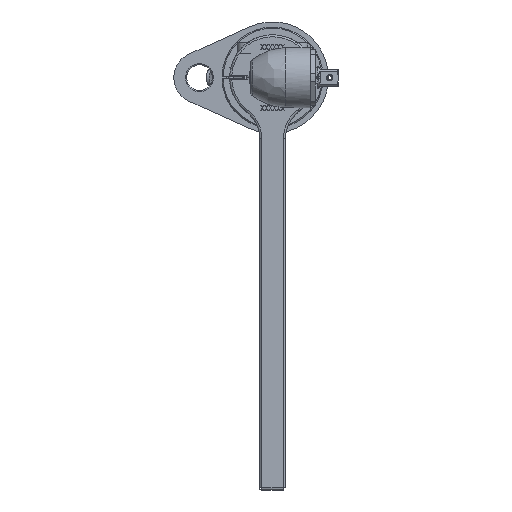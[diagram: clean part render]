
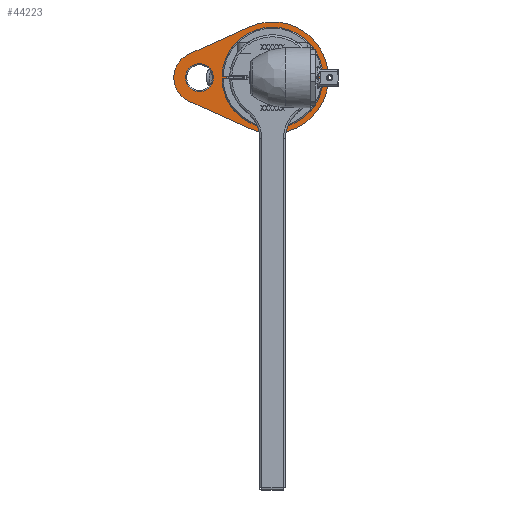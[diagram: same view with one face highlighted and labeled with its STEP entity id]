
A CAD part, left-side view. The second image highlights one B-rep face of the part: STEP entity #44223.
In plain terms, the highlighted planar face has unit normal (-1, 0, 0).
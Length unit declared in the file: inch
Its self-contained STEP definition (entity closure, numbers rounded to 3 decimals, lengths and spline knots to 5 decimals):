
#43984=CARTESIAN_POINT('',(-17.34995,0.,0.));
#43985=DIRECTION('',(-1.,0.,0.));
#43986=DIRECTION('',(0.,0.412,-0.911));
#43987=AXIS2_PLACEMENT_3D('',#43984,#43985,#43986);
#43989=DIRECTION('',(0.,-0.911,-0.412));
#43990=VECTOR('',#43989,1.93649);
#43991=CARTESIAN_POINT('',(-17.34995,2.43382,-0.68347));
#43992=LINE('',#43991,#43990);
#43993=CARTESIAN_POINT('',(-17.34995,2.125,0.));
#43994=DIRECTION('',(-1.,0.,0.));
#43995=DIRECTION('',(0.,0.412,0.911));
#43996=AXIS2_PLACEMENT_3D('',#43993,#43994,#43995);
#43998=DIRECTION('',(0.,0.911,-0.412));
#43999=VECTOR('',#43998,1.93649);
#44000=CARTESIAN_POINT('',(-17.34995,0.66912,1.48085));
#44001=LINE('',#44000,#43999);
#44002=CARTESIAN_POINT('',(-17.34995,0.,0.));
#44003=DIRECTION('',(-1.,0.,0.));
#44004=DIRECTION('',(0.,0.,1.));
#44005=AXIS2_PLACEMENT_3D('',#44002,#44003,#44004);
#44007=CARTESIAN_POINT('',(-17.34995,0.,0.));
#44008=DIRECTION('',(-1.,0.,0.));
#44009=DIRECTION('',(0.,0.,-1.));
#44010=AXIS2_PLACEMENT_3D('',#44007,#44008,#44009);
#44012=CARTESIAN_POINT('',(-17.34995,2.125,0.));
#44013=DIRECTION('',(1.,0.,0.));
#44014=DIRECTION('',(0.,0.,-1.));
#44015=AXIS2_PLACEMENT_3D('',#44012,#44013,#44014);
#44030=CARTESIAN_POINT('',(-17.34995,2.125,0.));
#44031=DIRECTION('',(1.,0.,0.));
#44032=DIRECTION('',(0.,0.,1.));
#44033=AXIS2_PLACEMENT_3D('',#44030,#44031,#44032);
#44084=CARTESIAN_POINT('',(-17.34995,0.66912,-1.48085));
#44085=CARTESIAN_POINT('',(-17.34995,0.66912,1.48085));
#44086=VERTEX_POINT('',#44084);
#44087=VERTEX_POINT('',#44085);
#44088=CARTESIAN_POINT('',(-17.34995,2.43382,0.68347));
#44089=VERTEX_POINT('',#44088);
#44090=CARTESIAN_POINT('',(-17.34995,2.43382,-0.68347));
#44091=VERTEX_POINT('',#44090);
#44092=CARTESIAN_POINT('',(-17.34995,2.125,0.406));
#44093=CARTESIAN_POINT('',(-17.34995,2.125,-0.406));
#44094=VERTEX_POINT('',#44092);
#44095=VERTEX_POINT('',#44093);
#44108=CARTESIAN_POINT('',(-17.34995,0.,-1.34125));
#44109=CARTESIAN_POINT('',(-17.34995,0.,1.34125));
#44110=VERTEX_POINT('',#44108);
#44111=VERTEX_POINT('',#44109);
#44200=CARTESIAN_POINT('',(-17.34995,0.,0.));
#44201=DIRECTION('',(-1.,0.,0.));
#44202=DIRECTION('',(0.,0.,1.));
#44203=AXIS2_PLACEMENT_3D('',#44200,#44201,#44202);
#44204=PLANE('',#44203);
#44205=ORIENTED_EDGE('',*,*,#44152,.F.);
#44206=ORIENTED_EDGE('',*,*,#44167,.F.);
#44207=ORIENTED_EDGE('',*,*,#44181,.F.);
#44208=ORIENTED_EDGE('',*,*,#44194,.F.);
#44209=EDGE_LOOP('',(#44205,#44206,#44207,#44208));
#44210=FACE_OUTER_BOUND('',#44209,.F.);
#44212=ORIENTED_EDGE('',*,*,#44211,.F.);
#44214=ORIENTED_EDGE('',*,*,#44213,.F.);
#44215=EDGE_LOOP('',(#44212,#44214));
#44216=FACE_BOUND('',#44215,.F.);
#44218=ORIENTED_EDGE('',*,*,#44217,.T.);
#44220=ORIENTED_EDGE('',*,*,#44219,.T.);
#44221=EDGE_LOOP('',(#44218,#44220));
#44222=FACE_BOUND('',#44221,.F.);
#44223=ADVANCED_FACE('',(#44210,#44216,#44222),#44204,.T.);
#43988=CIRCLE('',#43987,1.625);
#43997=CIRCLE('',#43996,0.75);
#44006=CIRCLE('',#44005,1.34125);
#44011=CIRCLE('',#44010,1.34125);
#44016=CIRCLE('',#44015,0.406);
#44034=CIRCLE('',#44033,0.406);
#44152=EDGE_CURVE('',#44086,#44087,#43988,.T.);
#44167=EDGE_CURVE('',#44091,#44086,#43992,.T.);
#44181=EDGE_CURVE('',#44089,#44091,#43997,.T.);
#44194=EDGE_CURVE('',#44087,#44089,#44001,.T.);
#44211=EDGE_CURVE('',#44095,#44094,#44016,.T.);
#44213=EDGE_CURVE('',#44094,#44095,#44034,.T.);
#44217=EDGE_CURVE('',#44111,#44110,#44006,.T.);
#44219=EDGE_CURVE('',#44110,#44111,#44011,.T.);
